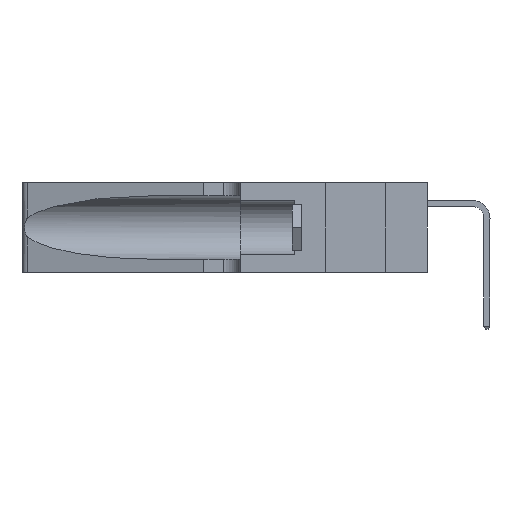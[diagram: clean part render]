
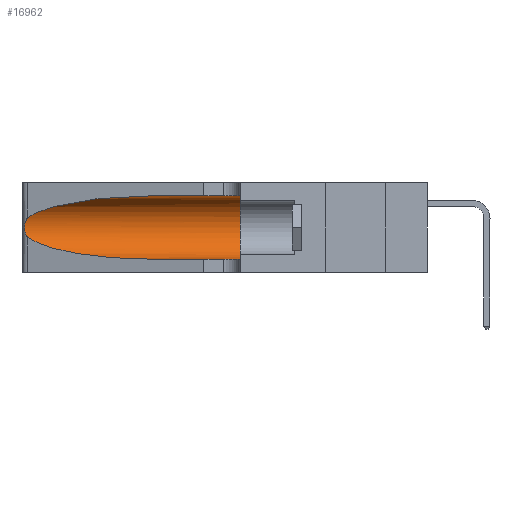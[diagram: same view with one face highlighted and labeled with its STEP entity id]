
A CAD part, left-side view. The second image highlights one B-rep face of the part: STEP entity #16962.
In plain terms, the highlighted cylindrical face has radius 3.308 mm (diameter 6.617 mm), a partial arc.
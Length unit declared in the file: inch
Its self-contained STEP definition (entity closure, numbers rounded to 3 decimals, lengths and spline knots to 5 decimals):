
#306 = DIRECTION ( 'NONE',  ( 0., 1., 0. ) ) ;
#1122 = EDGE_CURVE ( 'NONE', #10419, #15194, #7717, .T. ) ;
#1217 = CARTESIAN_POINT ( 'NONE',  ( 0.25856, 1.23593, 0.16098 ) ) ;
#1366 = CARTESIAN_POINT ( 'NONE',  ( 0.25487, 1.22718, 0.14631 ) ) ;
#1497 = EDGE_LOOP ( 'NONE', ( #7265, #23212, #17891, #4483, #7424, #10447 ) ) ;
#2314 = CARTESIAN_POINT ( 'NONE',  ( 0.1305, 0.35, 0.05475 ) ) ;
#2862 = CARTESIAN_POINT ( 'NONE',  ( 0.1305, 0.72297, 0.31525 ) ) ;
#3033 = CARTESIAN_POINT ( 'NONE',  ( 0.25639, 1.23184, 0.21858 ) ) ;
#3093 = EDGE_CURVE ( 'NONE', #15194, #16312, #15610, .T. ) ;
#3115 = CARTESIAN_POINT ( 'NONE',  ( 0.25639, 1.23186, 0.15144 ) ) ;
#3280 = CARTESIAN_POINT ( 'NONE',  ( 0.2373, 1.15595, 0.08982 ) ) ;
#4483 = ORIENTED_EDGE ( 'NONE', *, *, #20023, .T. ) ;
#4773 = CARTESIAN_POINT ( 'NONE',  ( 0.18966, 0.96281, 0.31525 ) ) ;
#4940 = CARTESIAN_POINT ( 'NONE',  ( 0.25487, 1.22718, 0.22369 ) ) ;
#5020 = CARTESIAN_POINT ( 'NONE',  ( 0.25487, 1.22718, 0.14631 ) ) ;
#5179 = CARTESIAN_POINT ( 'NONE',  ( 0.1305, 0.72297, 0.05475 ) ) ;
#5302 = EDGE_CURVE ( 'NONE', #14325, #8640, #19680, .T. ) ;
#6632 = CARTESIAN_POINT ( 'NONE',  ( 0.2373, 1.15595, 0.28018 ) ) ;
#6909 = VECTOR ( 'NONE', #21637, 39.37008 ) ;
#6966 = DIRECTION ( 'NONE',  ( 0., -1., 0. ) ) ;
#7265 = ORIENTED_EDGE ( 'NONE', *, *, #18682, .T. ) ;
#7424 = ORIENTED_EDGE ( 'NONE', *, *, #5302, .F. ) ;
#7717 = B_SPLINE_CURVE_WITH_KNOTS ( 'NONE', 3,
 ( #4940, #17928, #3033, #19771, #8689, #21597, #10548, #23428, #12425, #1217, #14300, #3115, #16142, #5020 ),
 .UNSPECIFIED., .F., .F.,
 ( 4, 2, 2, 2, 2, 2, 4 ),
 ( 0., 0.00027, 0.00053, 0.00107, 0.0016, 0.00187, 0.00214 ),
 .UNSPECIFIED. ) ;
#8640 = VERTEX_POINT ( 'NONE', #2314 ) ;
#8689 = CARTESIAN_POINT ( 'NONE',  ( 0.25854, 1.2359, 0.20912 ) ) ;
#8781 = VERTEX_POINT ( 'NONE', #12045 ) ;
#9137 = VECTOR ( 'NONE', #19346, 39.37008 ) ;
#10419 = VERTEX_POINT ( 'NONE', #17213 ) ;
#10447 = ORIENTED_EDGE ( 'NONE', *, *, #11045, .F. ) ;
#10548 = CARTESIAN_POINT ( 'NONE',  ( 0.26075, 1.23896, 0.19203 ) ) ;
#11045 = EDGE_CURVE ( 'NONE', #8781, #14325, #14668, .T. ) ;
#11550 = CARTESIAN_POINT ( 'NONE',  ( 0.1305, 0.35, 0.185 ) ) ;
#12045 = CARTESIAN_POINT ( 'NONE',  ( 0.1305, 0.72297, 0.31525 ) ) ;
#12425 = CARTESIAN_POINT ( 'NONE',  ( 0.26017, 1.23833, 0.17102 ) ) ;
#12877 = AXIS2_PLACEMENT_3D ( 'NONE', #11550, #306, #13417 ) ;
#13417 = DIRECTION ( 'NONE',  ( 0., 0., 1. ) ) ;
#13707 = CYLINDRICAL_SURFACE ( 'NONE', #16536, 0.13025 ) ;
#14300 = CARTESIAN_POINT ( 'NONE',  ( 0.25789, 1.23486, 0.15765 ) ) ;
#14325 = VERTEX_POINT ( 'NONE', #16964 ) ;
#14331 = CARTESIAN_POINT ( 'NONE',  ( 0.25487, 1.22718, 0.14631 ) ) ;
#14373 = CARTESIAN_POINT ( 'NONE',  ( 0.1305, 1.61858, 0.185 ) ) ;
#14668 = LINE ( 'NONE', #17497, #9137 ) ;
#15194 = VERTEX_POINT ( 'NONE', #14331 ) ;
#15610 =( BOUNDED_CURVE ( )  B_SPLINE_CURVE ( 3, ( #1366, #3280, #16297, #5179 ),
 .UNSPECIFIED., .F., .T. ) 
 B_SPLINE_CURVE_WITH_KNOTS ( ( 4, 4 ),
 ( 3.44316, 4.71239 ),
 .UNSPECIFIED. ) 
 CURVE ( )  GEOMETRIC_REPRESENTATION_ITEM ( )  RATIONAL_B_SPLINE_CURVE ( ( 1., 0.87, 0.87, 1. ) ) 
 REPRESENTATION_ITEM ( '' )  );
#16142 = CARTESIAN_POINT ( 'NONE',  ( 0.25555, 1.22993, 0.14849 ) ) ;
#16297 = CARTESIAN_POINT ( 'NONE',  ( 0.18966, 0.96281, 0.05475 ) ) ;
#16312 = VERTEX_POINT ( 'NONE', #17951 ) ;
#16536 = AXIS2_PLACEMENT_3D ( 'NONE', #14373, #6966, #19931 ) ;
#16962 = ADVANCED_FACE ( 'NONE', ( #19196 ), #13707, .F. ) ;
#16964 = CARTESIAN_POINT ( 'NONE',  ( 0.1305, 0.35, 0.31525 ) ) ;
#17213 = CARTESIAN_POINT ( 'NONE',  ( 0.25487, 1.22718, 0.22369 ) ) ;
#17497 = CARTESIAN_POINT ( 'NONE',  ( 0.1305, 1.61858, 0.31525 ) ) ;
#17891 = ORIENTED_EDGE ( 'NONE', *, *, #3093, .T. ) ;
#17928 = CARTESIAN_POINT ( 'NONE',  ( 0.25555, 1.22994, 0.2215 ) ) ;
#17951 = CARTESIAN_POINT ( 'NONE',  ( 0.1305, 0.72297, 0.05475 ) ) ;
#17962 = CARTESIAN_POINT ( 'NONE',  ( 0.1305, 1.61858, 0.05475 ) ) ;
#18682 = EDGE_CURVE ( 'NONE', #8781, #10419, #21617, .T. ) ;
#19196 = FACE_OUTER_BOUND ( 'NONE', #1497, .T. ) ;
#19346 = DIRECTION ( 'NONE',  ( 0., -1., 0. ) ) ;
#19616 = CARTESIAN_POINT ( 'NONE',  ( 0.25487, 1.22718, 0.22369 ) ) ;
#19680 = CIRCLE ( 'NONE', #12877, 0.13025 ) ;
#19771 = CARTESIAN_POINT ( 'NONE',  ( 0.25787, 1.23484, 0.2124 ) ) ;
#19931 = DIRECTION ( 'NONE',  ( 0., 0., -1. ) ) ;
#20023 = EDGE_CURVE ( 'NONE', #16312, #8640, #21672, .T. ) ;
#21597 = CARTESIAN_POINT ( 'NONE',  ( 0.26018, 1.23835, 0.19895 ) ) ;
#21617 =( BOUNDED_CURVE ( )  B_SPLINE_CURVE ( 3, ( #2862, #4773, #6632, #19616 ),
 .UNSPECIFIED., .F., .T. ) 
 B_SPLINE_CURVE_WITH_KNOTS ( ( 4, 4 ),
 ( 1.5708, 2.84003 ),
 .UNSPECIFIED. ) 
 CURVE ( )  GEOMETRIC_REPRESENTATION_ITEM ( )  RATIONAL_B_SPLINE_CURVE ( ( 1., 0.87, 0.87, 1. ) ) 
 REPRESENTATION_ITEM ( '' )  );
#21637 = DIRECTION ( 'NONE',  ( 0., -1., 0. ) ) ;
#21672 = LINE ( 'NONE', #17962, #6909 ) ;
#23212 = ORIENTED_EDGE ( 'NONE', *, *, #1122, .T. ) ;
#23428 = CARTESIAN_POINT ( 'NONE',  ( 0.26075, 1.23896, 0.178 ) ) ;
